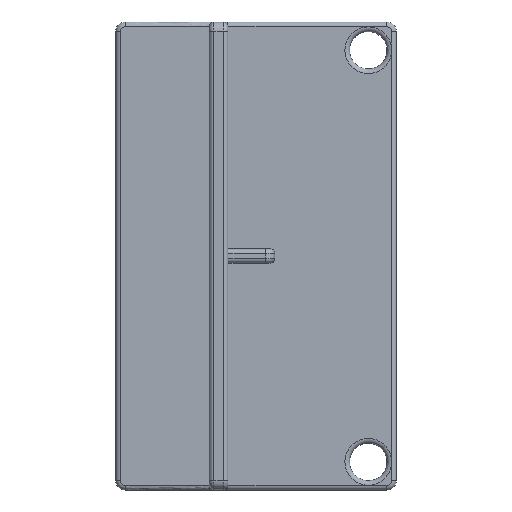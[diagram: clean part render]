
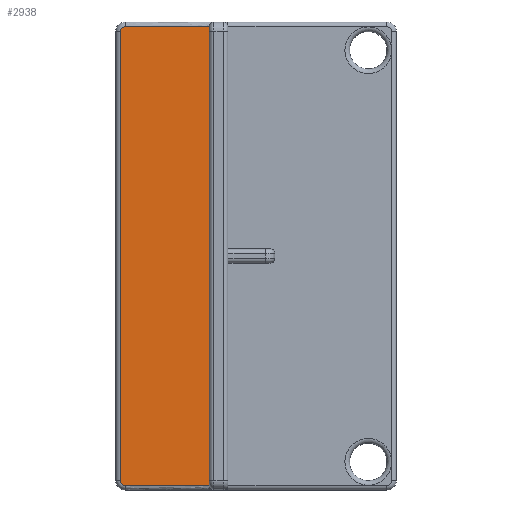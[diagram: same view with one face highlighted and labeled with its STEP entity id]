
A CAD part, top view. The second image highlights one B-rep face of the part: STEP entity #2938.
In plain terms, the highlighted planar face has unit normal (0, 0, 1).
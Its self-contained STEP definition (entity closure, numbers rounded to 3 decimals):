
#914 = TOROIDAL_SURFACE('',#915,0.5,0.5);
#915 = AXIS2_PLACEMENT_3D('',#916,#917,#918);
#916 = CARTESIAN_POINT('',(1.,49.,1.5));
#917 = DIRECTION('',(0.,0.,1.));
#918 = DIRECTION('',(0.,1.,0.));
#968 = CYLINDRICAL_SURFACE('',#969,0.5);
#969 = AXIS2_PLACEMENT_3D('',#970,#971,#972);
#970 = CARTESIAN_POINT('',(0.5,49.,1.5));
#971 = DIRECTION('',(0.,-1.,0.));
#972 = DIRECTION('',(-1.,0.,0.));
#1261 = ( BOUNDED_SURFACE() B_SPLINE_SURFACE(2,2,(
    (#1262,#1263,#1264,#1265)
    ,(#1266,#1267,#1268,#1269)
    ,(#1270,#1271,#1272,#1273
)),.UNSPECIFIED.,.F.,.F.,.F.) B_SPLINE_SURFACE_WITH_KNOTS((3,3),(3,1,3),
  (0.,10.5),(-2.35,-1.,9.5),.UNSPECIFIED.) 
GEOMETRIC_REPRESENTATION_ITEM() RATIONAL_B_SPLINE_SURFACE((
    (1.,1.,1.,1.)
    ,(0.707,0.707,0.707,0.707)
,(1.,1.,1.,1.))) REPRESENTATION_ITEM('') SURFACE() );
#1262 = CARTESIAN_POINT('',(12.85,50.,1.5));
#1263 = CARTESIAN_POINT('',(12.175,50.,1.5));
#1264 = CARTESIAN_POINT('',(6.25,50.,1.5));
#1265 = CARTESIAN_POINT('',(1.,50.,1.5));
#1266 = CARTESIAN_POINT('',(12.85,50.,2.));
#1267 = CARTESIAN_POINT('',(12.175,50.,2.));
#1268 = CARTESIAN_POINT('',(6.25,50.,2.));
#1269 = CARTESIAN_POINT('',(1.,50.,2.));
#1270 = CARTESIAN_POINT('',(12.85,49.5,2.));
#1271 = CARTESIAN_POINT('',(12.175,49.5,2.));
#1272 = CARTESIAN_POINT('',(6.25,49.5,2.));
#1273 = CARTESIAN_POINT('',(1.,49.5,2.));
#1302 = TOROIDAL_SURFACE('',#1303,0.5,0.5);
#1303 = AXIS2_PLACEMENT_3D('',#1304,#1305,#1306);
#1304 = CARTESIAN_POINT('',(1.,1.,1.5));
#1305 = DIRECTION('',(0.,0.,1.));
#1306 = DIRECTION('',(-1.,0.,0.));
#1444 = ( BOUNDED_SURFACE() B_SPLINE_SURFACE(2,2,(
    (#1445,#1446,#1447,#1448)
    ,(#1449,#1450,#1451,#1452)
    ,(#1453,#1454,#1455,#1456
)),.UNSPECIFIED.,.F.,.F.,.F.) B_SPLINE_SURFACE_WITH_KNOTS((3,3),(3,1,3),
  (0.,10.5),(60.642,71.142,72.492),
.UNSPECIFIED.) GEOMETRIC_REPRESENTATION_ITEM() RATIONAL_B_SPLINE_SURFACE
((
    (1.,1.,1.,1.)
    ,(0.707,0.707,0.707,0.707)
,(1.,1.,1.,1.))) REPRESENTATION_ITEM('') SURFACE() );
#1445 = CARTESIAN_POINT('',(1.,0.,1.5));
#1446 = CARTESIAN_POINT('',(6.25,0.,1.5));
#1447 = CARTESIAN_POINT('',(12.175,0.,1.5));
#1448 = CARTESIAN_POINT('',(12.85,0.,1.5));
#1449 = CARTESIAN_POINT('',(1.,0.,2.));
#1450 = CARTESIAN_POINT('',(6.25,0.,2.));
#1451 = CARTESIAN_POINT('',(12.175,0.,2.));
#1452 = CARTESIAN_POINT('',(12.85,0.,2.));
#1453 = CARTESIAN_POINT('',(1.,0.5,2.));
#1454 = CARTESIAN_POINT('',(6.25,0.5,2.));
#1455 = CARTESIAN_POINT('',(12.175,0.5,2.));
#1456 = CARTESIAN_POINT('',(12.85,0.5,2.));
#1663 = VERTEX_POINT('',#1664);
#1664 = CARTESIAN_POINT('',(1.,49.5,2.));
#1693 = VERTEX_POINT('',#1694);
#1694 = CARTESIAN_POINT('',(0.5,49.,2.));
#1714 = EDGE_CURVE('',#1663,#1693,#1715,.T.);
#1715 = SURFACE_CURVE('',#1716,(#1721,#1728),.PCURVE_S1.);
#1716 = CIRCLE('',#1717,0.5);
#1717 = AXIS2_PLACEMENT_3D('',#1718,#1719,#1720);
#1718 = CARTESIAN_POINT('',(1.,49.,2.));
#1719 = DIRECTION('',(0.,0.,1.));
#1720 = DIRECTION('',(0.,1.,0.));
#1721 = PCURVE('',#914,#1722);
#1722 = DEFINITIONAL_REPRESENTATION('',(#1723),#1727);
#1723 = LINE('',#1724,#1725);
#1724 = CARTESIAN_POINT('',(0.,1.571));
#1725 = VECTOR('',#1726,1.);
#1726 = DIRECTION('',(1.,0.));
#1727 = ( GEOMETRIC_REPRESENTATION_CONTEXT(2) 
PARAMETRIC_REPRESENTATION_CONTEXT() REPRESENTATION_CONTEXT('2D SPACE',''
  ) );
#1728 = PCURVE('',#1729,#1734);
#1729 = PLANE('',#1730);
#1730 = AXIS2_PLACEMENT_3D('',#1731,#1732,#1733);
#1731 = CARTESIAN_POINT('',(15.,25.,2.));
#1732 = DIRECTION('',(0.,0.,1.));
#1733 = DIRECTION('',(1.,0.,0.));
#1734 = DEFINITIONAL_REPRESENTATION('',(#1735),#1739);
#1735 = CIRCLE('',#1736,0.5);
#1736 = AXIS2_PLACEMENT_2D('',#1737,#1738);
#1737 = CARTESIAN_POINT('',(-14.,24.));
#1738 = DIRECTION('',(0.,1.));
#1739 = ( GEOMETRIC_REPRESENTATION_CONTEXT(2) 
PARAMETRIC_REPRESENTATION_CONTEXT() REPRESENTATION_CONTEXT('2D SPACE',''
  ) );
#1745 = EDGE_CURVE('',#1693,#1746,#1748,.T.);
#1746 = VERTEX_POINT('',#1747);
#1747 = CARTESIAN_POINT('',(0.5,1.,2.));
#1748 = SURFACE_CURVE('',#1749,(#1753,#1760),.PCURVE_S1.);
#1749 = LINE('',#1750,#1751);
#1750 = CARTESIAN_POINT('',(0.5,49.,2.));
#1751 = VECTOR('',#1752,1.);
#1752 = DIRECTION('',(0.,-1.,0.));
#1753 = PCURVE('',#968,#1754);
#1754 = DEFINITIONAL_REPRESENTATION('',(#1755),#1759);
#1755 = LINE('',#1756,#1757);
#1756 = CARTESIAN_POINT('',(-1.571,0.));
#1757 = VECTOR('',#1758,1.);
#1758 = DIRECTION('',(-0.,1.));
#1759 = ( GEOMETRIC_REPRESENTATION_CONTEXT(2) 
PARAMETRIC_REPRESENTATION_CONTEXT() REPRESENTATION_CONTEXT('2D SPACE',''
  ) );
#1760 = PCURVE('',#1729,#1761);
#1761 = DEFINITIONAL_REPRESENTATION('',(#1762),#1766);
#1762 = LINE('',#1763,#1764);
#1763 = CARTESIAN_POINT('',(-14.5,24.));
#1764 = VECTOR('',#1765,1.);
#1765 = DIRECTION('',(0.,-1.));
#1766 = ( GEOMETRIC_REPRESENTATION_CONTEXT(2) 
PARAMETRIC_REPRESENTATION_CONTEXT() REPRESENTATION_CONTEXT('2D SPACE',''
  ) );
#1913 = VERTEX_POINT('',#1914);
#1914 = CARTESIAN_POINT('',(10.,49.5,2.));
#1992 = EDGE_CURVE('',#1913,#1663,#1993,.T.);
#1993 = SURFACE_CURVE('',#1994,(#1999,#2006),.PCURVE_S1.);
#1994 = B_SPLINE_CURVE_WITH_KNOTS('',2,(#1995,#1996,#1997,#1998),
  .UNSPECIFIED.,.F.,.F.,(3,1,3),(-2.35,-1.,9.5),
  .UNSPECIFIED.);
#1995 = CARTESIAN_POINT('',(12.85,49.5,2.));
#1996 = CARTESIAN_POINT('',(12.175,49.5,2.));
#1997 = CARTESIAN_POINT('',(6.25,49.5,2.));
#1998 = CARTESIAN_POINT('',(1.,49.5,2.));
#1999 = PCURVE('',#1261,#2000);
#2000 = DEFINITIONAL_REPRESENTATION('',(#2001),#2005);
#2001 = LINE('',#2002,#2003);
#2002 = CARTESIAN_POINT('',(10.5,0.));
#2003 = VECTOR('',#2004,1.);
#2004 = DIRECTION('',(0.,1.));
#2005 = ( GEOMETRIC_REPRESENTATION_CONTEXT(2) 
PARAMETRIC_REPRESENTATION_CONTEXT() REPRESENTATION_CONTEXT('2D SPACE',''
  ) );
#2006 = PCURVE('',#1729,#2007);
#2007 = DEFINITIONAL_REPRESENTATION('',(#2008),#2011);
#2008 = B_SPLINE_CURVE_WITH_KNOTS('',1,(#2009,#2010),.UNSPECIFIED.,.F.,
  .F.,(2,2),(-1.,9.5),.PIECEWISE_BEZIER_KNOTS.);
#2009 = CARTESIAN_POINT('',(-3.5,24.5));
#2010 = CARTESIAN_POINT('',(-14.,24.5));
#2011 = ( GEOMETRIC_REPRESENTATION_CONTEXT(2) 
PARAMETRIC_REPRESENTATION_CONTEXT() REPRESENTATION_CONTEXT('2D SPACE',''
  ) );
#2035 = PLANE('',#2036);
#2036 = AXIS2_PLACEMENT_3D('',#2037,#2038,#2039);
#2037 = CARTESIAN_POINT('',(10.,0.,2.));
#2038 = DIRECTION('',(-1.,0.,0.));
#2039 = DIRECTION('',(0.,1.,0.));
#2344 = VERTEX_POINT('',#2345);
#2345 = CARTESIAN_POINT('',(1.,0.5,2.));
#2373 = EDGE_CURVE('',#1746,#2344,#2374,.T.);
#2374 = SURFACE_CURVE('',#2375,(#2380,#2387),.PCURVE_S1.);
#2375 = CIRCLE('',#2376,0.5);
#2376 = AXIS2_PLACEMENT_3D('',#2377,#2378,#2379);
#2377 = CARTESIAN_POINT('',(1.,1.,2.));
#2378 = DIRECTION('',(0.,0.,1.));
#2379 = DIRECTION('',(-1.,0.,0.));
#2380 = PCURVE('',#1302,#2381);
#2381 = DEFINITIONAL_REPRESENTATION('',(#2382),#2386);
#2382 = LINE('',#2383,#2384);
#2383 = CARTESIAN_POINT('',(0.,1.571));
#2384 = VECTOR('',#2385,1.);
#2385 = DIRECTION('',(1.,0.));
#2386 = ( GEOMETRIC_REPRESENTATION_CONTEXT(2) 
PARAMETRIC_REPRESENTATION_CONTEXT() REPRESENTATION_CONTEXT('2D SPACE',''
  ) );
#2387 = PCURVE('',#1729,#2388);
#2388 = DEFINITIONAL_REPRESENTATION('',(#2389),#2393);
#2389 = CIRCLE('',#2390,0.5);
#2390 = AXIS2_PLACEMENT_2D('',#2391,#2392);
#2391 = CARTESIAN_POINT('',(-14.,-24.));
#2392 = DIRECTION('',(-1.,0.));
#2393 = ( GEOMETRIC_REPRESENTATION_CONTEXT(2) 
PARAMETRIC_REPRESENTATION_CONTEXT() REPRESENTATION_CONTEXT('2D SPACE',''
  ) );
#2476 = EDGE_CURVE('',#2344,#2477,#2479,.T.);
#2477 = VERTEX_POINT('',#2478);
#2478 = CARTESIAN_POINT('',(10.,0.5,2.));
#2479 = SURFACE_CURVE('',#2480,(#2485,#2492),.PCURVE_S1.);
#2480 = B_SPLINE_CURVE_WITH_KNOTS('',2,(#2481,#2482,#2483,#2484),
  .UNSPECIFIED.,.F.,.F.,(3,1,3),(60.642,71.142,
    72.492),.UNSPECIFIED.);
#2481 = CARTESIAN_POINT('',(1.,0.5,2.));
#2482 = CARTESIAN_POINT('',(6.25,0.5,2.));
#2483 = CARTESIAN_POINT('',(12.175,0.5,2.));
#2484 = CARTESIAN_POINT('',(12.85,0.5,2.));
#2485 = PCURVE('',#1444,#2486);
#2486 = DEFINITIONAL_REPRESENTATION('',(#2487),#2491);
#2487 = LINE('',#2488,#2489);
#2488 = CARTESIAN_POINT('',(10.5,0.));
#2489 = VECTOR('',#2490,1.);
#2490 = DIRECTION('',(0.,1.));
#2491 = ( GEOMETRIC_REPRESENTATION_CONTEXT(2) 
PARAMETRIC_REPRESENTATION_CONTEXT() REPRESENTATION_CONTEXT('2D SPACE',''
  ) );
#2492 = PCURVE('',#1729,#2493);
#2493 = DEFINITIONAL_REPRESENTATION('',(#2494),#2497);
#2494 = B_SPLINE_CURVE_WITH_KNOTS('',1,(#2495,#2496),.UNSPECIFIED.,.F.,
  .F.,(2,2),(60.642,71.142),.PIECEWISE_BEZIER_KNOTS.);
#2495 = CARTESIAN_POINT('',(-14.,-24.5));
#2496 = CARTESIAN_POINT('',(-3.5,-24.5));
#2497 = ( GEOMETRIC_REPRESENTATION_CONTEXT(2) 
PARAMETRIC_REPRESENTATION_CONTEXT() REPRESENTATION_CONTEXT('2D SPACE',''
  ) );
#2938 = ADVANCED_FACE('',(#2939),#1729,.T.);
#2939 = FACE_BOUND('',#2940,.T.);
#2940 = EDGE_LOOP('',(#2941,#2942,#2943,#2944,#2945,#2946));
#2941 = ORIENTED_EDGE('',*,*,#1992,.T.);
#2942 = ORIENTED_EDGE('',*,*,#1714,.T.);
#2943 = ORIENTED_EDGE('',*,*,#1745,.T.);
#2944 = ORIENTED_EDGE('',*,*,#2373,.T.);
#2945 = ORIENTED_EDGE('',*,*,#2476,.T.);
#2946 = ORIENTED_EDGE('',*,*,#2947,.T.);
#2947 = EDGE_CURVE('',#2477,#1913,#2948,.T.);
#2948 = SURFACE_CURVE('',#2949,(#2953,#2960),.PCURVE_S1.);
#2949 = LINE('',#2950,#2951);
#2950 = CARTESIAN_POINT('',(10.,0.,2.));
#2951 = VECTOR('',#2952,1.);
#2952 = DIRECTION('',(0.,1.,0.));
#2953 = PCURVE('',#1729,#2954);
#2954 = DEFINITIONAL_REPRESENTATION('',(#2955),#2959);
#2955 = LINE('',#2956,#2957);
#2956 = CARTESIAN_POINT('',(-5.,-25.));
#2957 = VECTOR('',#2958,1.);
#2958 = DIRECTION('',(0.,1.));
#2959 = ( GEOMETRIC_REPRESENTATION_CONTEXT(2) 
PARAMETRIC_REPRESENTATION_CONTEXT() REPRESENTATION_CONTEXT('2D SPACE',''
  ) );
#2960 = PCURVE('',#2035,#2961);
#2961 = DEFINITIONAL_REPRESENTATION('',(#2962),#2966);
#2962 = LINE('',#2963,#2964);
#2963 = CARTESIAN_POINT('',(0.,0.));
#2964 = VECTOR('',#2965,1.);
#2965 = DIRECTION('',(1.,0.));
#2966 = ( GEOMETRIC_REPRESENTATION_CONTEXT(2) 
PARAMETRIC_REPRESENTATION_CONTEXT() REPRESENTATION_CONTEXT('2D SPACE',''
  ) );
